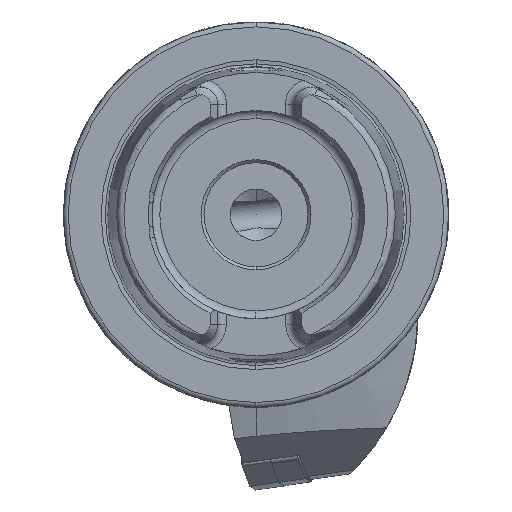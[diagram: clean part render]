
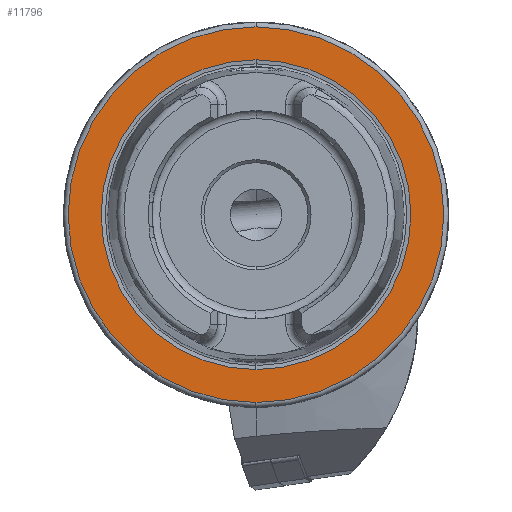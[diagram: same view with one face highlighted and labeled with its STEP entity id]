
A CAD part, left-side view. The second image highlights one B-rep face of the part: STEP entity #11796.
In plain terms, the highlighted planar face has unit normal (-1, 0, 0).
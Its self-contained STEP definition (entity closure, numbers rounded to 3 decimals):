
#245 = DIRECTION ( 'NONE',  ( -1., 0., 0. ) ) ;
#862 = CARTESIAN_POINT ( 'NONE',  ( 0., 0., 0. ) ) ;
#1106 = DIRECTION ( 'NONE',  ( -1., 0., 0. ) ) ;
#1571 = CIRCLE ( 'NONE', #16823, 25.324 ) ;
#2687 = PLANE ( 'NONE',  #24015 ) ;
#2896 = EDGE_CURVE ( 'NONE', #13860, #20483, #5138, .T. ) ;
#2944 = DIRECTION ( 'NONE',  ( 1., 0., 0. ) ) ;
#5138 = CIRCLE ( 'NONE', #15338, 30.7 ) ;
#5598 = CARTESIAN_POINT ( 'NONE',  ( 0., 0., 0. ) ) ;
#6511 = CARTESIAN_POINT ( 'NONE',  ( 0., 0., -30.7 ) ) ;
#6557 = ORIENTED_EDGE ( 'NONE', *, *, #11453, .F. ) ;
#6578 = CIRCLE ( 'NONE', #24510, 25.324 ) ;
#7967 = EDGE_CURVE ( 'NONE', #23951, #16567, #1571, .T. ) ;
#8468 = DIRECTION ( 'NONE',  ( 0., 0., -1. ) ) ;
#9232 = AXIS2_PLACEMENT_3D ( 'NONE', #9672, #245, #17363 ) ;
#9539 = CARTESIAN_POINT ( 'NONE',  ( 0., 0., -25.324 ) ) ;
#9579 = DIRECTION ( 'NONE',  ( 0., 0., 1. ) ) ;
#9672 = CARTESIAN_POINT ( 'NONE',  ( 0., 0., 0. ) ) ;
#11000 = CARTESIAN_POINT ( 'NONE',  ( 0., 0., 30.7 ) ) ;
#11297 = DIRECTION ( 'NONE',  ( 0., 0., 1. ) ) ;
#11381 = DIRECTION ( 'NONE',  ( -1., 0., 0. ) ) ;
#11453 = EDGE_CURVE ( 'NONE', #16567, #23951, #6578, .T. ) ;
#11523 = EDGE_CURVE ( 'NONE', #20483, #13860, #14228, .T. ) ;
#11796 = ADVANCED_FACE ( 'NONE', ( #20578, #18469 ), #2687, .F. ) ;
#11797 = CARTESIAN_POINT ( 'NONE',  ( 0., 0., 0. ) ) ;
#12086 = CARTESIAN_POINT ( 'NONE',  ( 0., 0., 25.324 ) ) ;
#13860 = VERTEX_POINT ( 'NONE', #11000 ) ;
#14228 = CIRCLE ( 'NONE', #9232, 30.7 ) ;
#14473 = DIRECTION ( 'NONE',  ( 0., 0., 1. ) ) ;
#14599 = CARTESIAN_POINT ( 'NONE',  ( 0., 30.7, 0. ) ) ;
#15316 = EDGE_LOOP ( 'NONE', ( #19324, #21885 ) ) ;
#15338 = AXIS2_PLACEMENT_3D ( 'NONE', #862, #1106, #14473 ) ;
#15554 = DIRECTION ( 'NONE',  ( -1., 0., 0. ) ) ;
#16336 = ORIENTED_EDGE ( 'NONE', *, *, #7967, .F. ) ;
#16567 = VERTEX_POINT ( 'NONE', #12086 ) ;
#16823 = AXIS2_PLACEMENT_3D ( 'NONE', #11797, #15554, #9579 ) ;
#17363 = DIRECTION ( 'NONE',  ( 0., 0., 1. ) ) ;
#18469 = FACE_OUTER_BOUND ( 'NONE', #15316, .T. ) ;
#18720 = EDGE_LOOP ( 'NONE', ( #6557, #16336 ) ) ;
#19324 = ORIENTED_EDGE ( 'NONE', *, *, #2896, .T. ) ;
#20483 = VERTEX_POINT ( 'NONE', #6511 ) ;
#20578 = FACE_BOUND ( 'NONE', #18720, .T. ) ;
#21885 = ORIENTED_EDGE ( 'NONE', *, *, #11523, .T. ) ;
#23951 = VERTEX_POINT ( 'NONE', #9539 ) ;
#24015 = AXIS2_PLACEMENT_3D ( 'NONE', #14599, #2944, #8468 ) ;
#24510 = AXIS2_PLACEMENT_3D ( 'NONE', #5598, #11381, #11297 ) ;
